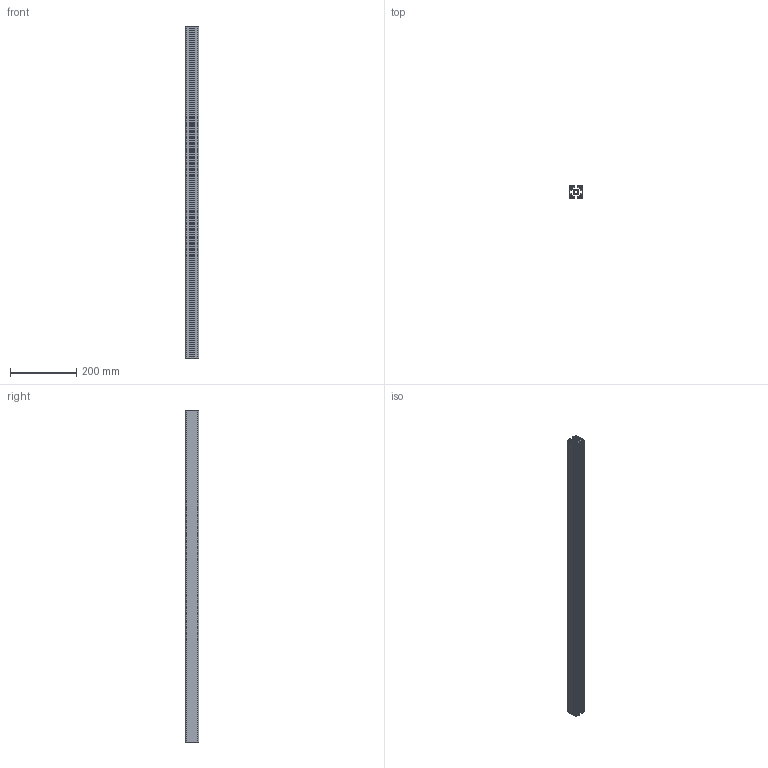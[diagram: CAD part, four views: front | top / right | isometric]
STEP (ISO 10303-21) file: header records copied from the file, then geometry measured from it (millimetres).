
FILE_DESCRIPTION(/* description */ ('KriTec Profil 10 40x40 2N 180°'),/* implementation_level */ '2;1');
FILE_NAME(/* name */ '80063_KriTec_Profil_10_40x40_2N_180GRAD.stp',/* time_stamp */ '2019-11-05T14:10:30+01:00',/* author */ ('jendrek'),/* organization */ (''),/* preprocessor_version */ 'ST-DEVELOPER v17',/* originating_system */ 'Autodesk Inventor 2018',/* authorisation */ '');
FILE_SCHEMA (('AUTOMOTIVE_DESIGN { 1 0 10303 214 3 1 1 }'));
Length unit declared in the file: millimetre
Products named in the file (1): 80063 -1000
Bounding box: 40 x 40 x 1000 mm (x, y, z)
Volume: 607771.4 mm3; surface area: 540598.9 mm2
Topology: 1 solids, 1 shells, 248 faces, 738 edges, 492 vertices
Faces by surface type: cylinder 129, plane 119
Entity records: 8468 total; most frequent: DIRECTION 1494, CARTESIAN_POINT 1479, ORIENTED_EDGE 1476, EDGE_CURVE 738, AXIS2_PLACEMENT_3D 507, VERTEX_POINT 492, LINE 480, VECTOR 480
